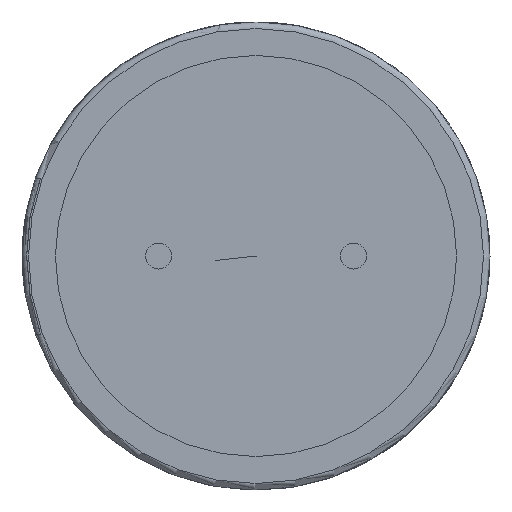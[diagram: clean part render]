
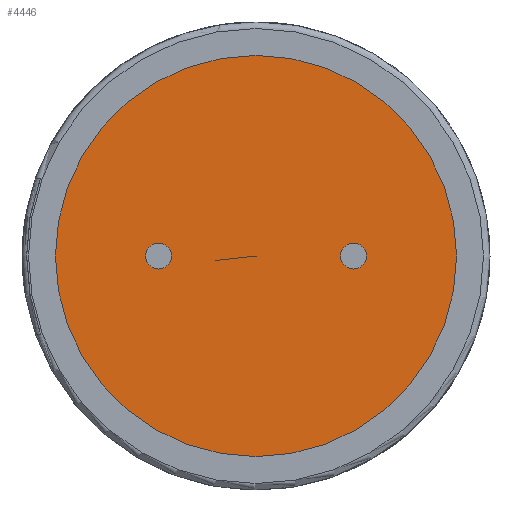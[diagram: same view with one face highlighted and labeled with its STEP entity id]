
A CAD part, front view. The second image highlights one B-rep face of the part: STEP entity #4446.
In plain terms, the highlighted planar face has unit normal (0, -1, 0).
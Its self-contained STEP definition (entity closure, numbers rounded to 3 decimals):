
#63=FACE_BOUND('',#753,.T.);
#64=FACE_BOUND('',#754,.T.);
#166=PLANE('',#4732);
#495=FACE_OUTER_BOUND('',#752,.T.);
#752=EDGE_LOOP('',(#3939));
#753=EDGE_LOOP('',(#3940));
#754=EDGE_LOOP('',(#3941));
#862=CIRCLE('',#4724,0.5);
#864=CIRCLE('',#4728,0.5);
#865=CIRCLE('',#4731,7.714);
#2066=VERTEX_POINT('',#11420);
#2068=VERTEX_POINT('',#11427);
#2069=VERTEX_POINT('',#11432);
#2690=EDGE_CURVE('',#2066,#2066,#862,.T.);
#2693=EDGE_CURVE('',#2068,#2068,#864,.T.);
#2695=EDGE_CURVE('',#2069,#2069,#865,.T.);
#3939=ORIENTED_EDGE('',*,*,#2695,.T.);
#3940=ORIENTED_EDGE('',*,*,#2690,.T.);
#3941=ORIENTED_EDGE('',*,*,#2693,.T.);
#4446=ADVANCED_FACE('',(#495,#63,#64),#166,.T.);
#4724=AXIS2_PLACEMENT_3D('',#11422,#5531,#5532);
#4728=AXIS2_PLACEMENT_3D('',#11429,#5540,#5541);
#4731=AXIS2_PLACEMENT_3D('',#11434,#5547,#5548);
#4732=AXIS2_PLACEMENT_3D('',#11435,#5549,#5550);
#5531=DIRECTION('center_axis',(0.,1.,0.));
#5532=DIRECTION('ref_axis',(1.,0.,0.));
#5540=DIRECTION('center_axis',(0.,1.,0.));
#5541=DIRECTION('ref_axis',(1.,0.,0.));
#5547=DIRECTION('center_axis',(0.,-1.,0.));
#5548=DIRECTION('ref_axis',(1.,0.,0.));
#5549=DIRECTION('center_axis',(0.,-1.,0.));
#5550=DIRECTION('ref_axis',(0.,0.,-1.));
#11420=CARTESIAN_POINT('',(3.25,0.1,0.));
#11422=CARTESIAN_POINT('Origin',(3.75,0.1,0.));
#11427=CARTESIAN_POINT('',(-4.25,0.1,0.));
#11429=CARTESIAN_POINT('Origin',(-3.75,0.1,0.));
#11432=CARTESIAN_POINT('',(-7.714,0.1,0.));
#11434=CARTESIAN_POINT('Origin',(0.,0.1,0.));
#11435=CARTESIAN_POINT('Origin',(0.,0.1,0.));
